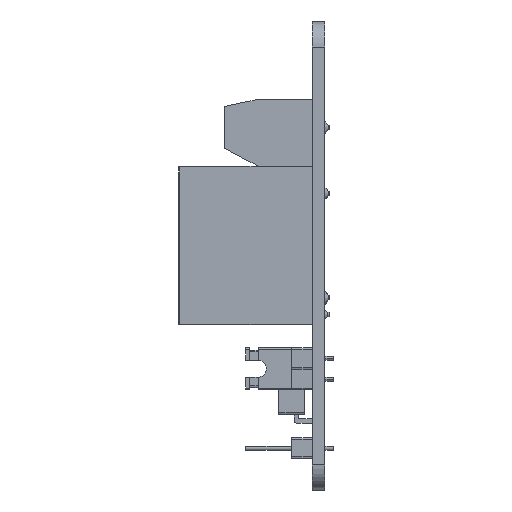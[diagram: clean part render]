
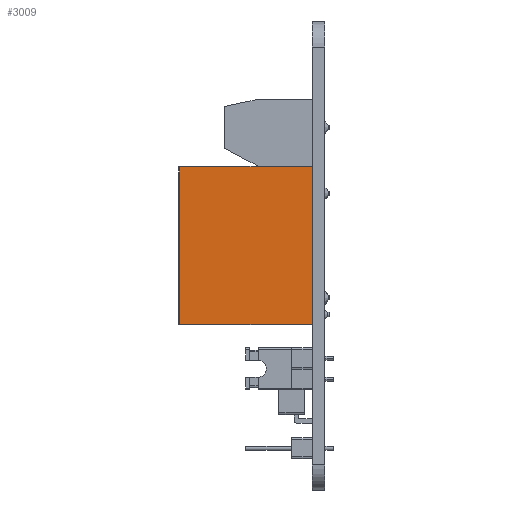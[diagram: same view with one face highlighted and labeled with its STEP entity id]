
A CAD part, left-side view. The second image highlights one B-rep face of the part: STEP entity #3009.
In plain terms, the highlighted planar face has unit normal (-1, 0, 0).
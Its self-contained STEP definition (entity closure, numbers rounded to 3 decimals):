
#1937 = CARTESIAN_POINT ( 'NONE',  ( -7.5, 15.9, -9.4 ) ) ;
#2909 = ORIENTED_EDGE ( 'NONE', *, *, #17268, .T. ) ;
#3009 = ADVANCED_FACE ( 'NONE', ( #6928 ), #17999, .F. ) ;
#5226 = DIRECTION ( 'NONE',  ( 0., -1., 0. ) ) ;
#5755 = CARTESIAN_POINT ( 'NONE',  ( -7.5, 15.9, 9.4 ) ) ;
#6115 = LINE ( 'NONE', #11325, #14442 ) ;
#6141 = AXIS2_PLACEMENT_3D ( 'NONE', #13251, #16241, #8162 ) ;
#6165 = VERTEX_POINT ( 'NONE', #8002 ) ;
#6928 = FACE_OUTER_BOUND ( 'NONE', #10874, .T. ) ;
#6959 = VECTOR ( 'NONE', #5226, 1000. ) ;
#7473 = VECTOR ( 'NONE', #15245, 1000. ) ;
#8002 = CARTESIAN_POINT ( 'NONE',  ( -7.5, 0., -9.4 ) ) ;
#8162 = DIRECTION ( 'NONE',  ( 0., 0., -1. ) ) ;
#8477 = CARTESIAN_POINT ( 'NONE',  ( -7.5, 15.9, -9.5 ) ) ;
#9098 = VERTEX_POINT ( 'NONE', #10658 ) ;
#10611 = VERTEX_POINT ( 'NONE', #1937 ) ;
#10658 = CARTESIAN_POINT ( 'NONE',  ( -7.5, 0., 9.4 ) ) ;
#10874 = EDGE_LOOP ( 'NONE', ( #11183, #11629, #19045, #2909 ) ) ;
#10950 = LINE ( 'NONE', #13207, #19570 ) ;
#11183 = ORIENTED_EDGE ( 'NONE', *, *, #11937, .T. ) ;
#11325 = CARTESIAN_POINT ( 'NONE',  ( -7.5, 0., -9.5 ) ) ;
#11629 = ORIENTED_EDGE ( 'NONE', *, *, #11821, .T. ) ;
#11821 = EDGE_CURVE ( 'NONE', #10611, #6165, #14759, .T. ) ;
#11937 = EDGE_CURVE ( 'NONE', #16201, #10611, #13722, .T. ) ;
#13207 = CARTESIAN_POINT ( 'NONE',  ( -7.5, 16., 9.4 ) ) ;
#13251 = CARTESIAN_POINT ( 'NONE',  ( -7.5, 16., -9.5 ) ) ;
#13722 = LINE ( 'NONE', #8477, #7473 ) ;
#14018 = EDGE_CURVE ( 'NONE', #6165, #9098, #6115, .T. ) ;
#14442 = VECTOR ( 'NONE', #17664, 1000. ) ;
#14759 = LINE ( 'NONE', #20128, #6959 ) ;
#15245 = DIRECTION ( 'NONE',  ( 0., 0., -1. ) ) ;
#16201 = VERTEX_POINT ( 'NONE', #5755 ) ;
#16241 = DIRECTION ( 'NONE',  ( 1., 0., 0. ) ) ;
#17268 = EDGE_CURVE ( 'NONE', #9098, #16201, #10950, .T. ) ;
#17664 = DIRECTION ( 'NONE',  ( 0., 0., 1. ) ) ;
#17999 = PLANE ( 'NONE',  #6141 ) ;
#19045 = ORIENTED_EDGE ( 'NONE', *, *, #14018, .T. ) ;
#19570 = VECTOR ( 'NONE', #19833, 1000. ) ;
#19833 = DIRECTION ( 'NONE',  ( 0., 1., 0. ) ) ;
#20128 = CARTESIAN_POINT ( 'NONE',  ( -7.5, 16., -9.4 ) ) ;
